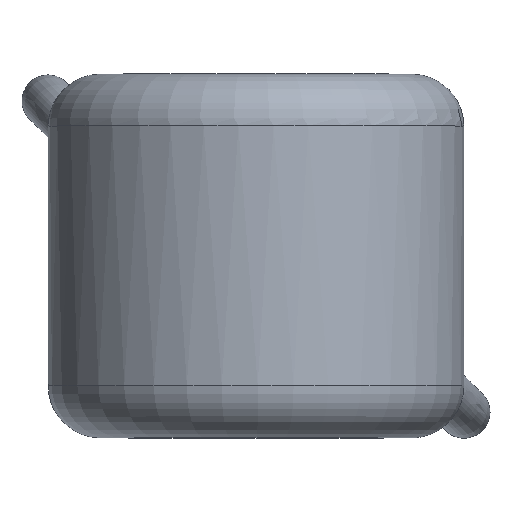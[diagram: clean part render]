
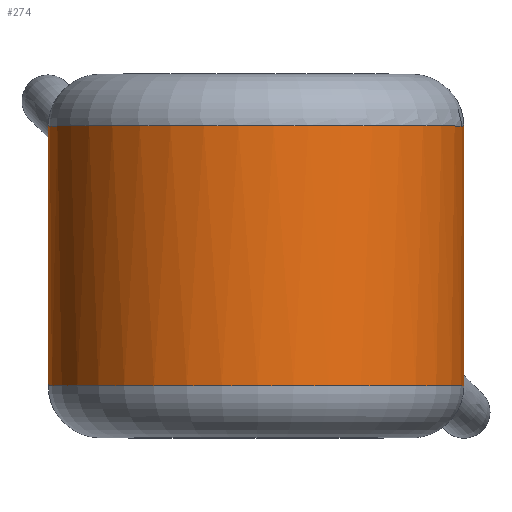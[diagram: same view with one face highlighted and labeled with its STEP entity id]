
A CAD part, top view. The second image highlights one B-rep face of the part: STEP entity #274.
In plain terms, the highlighted cylindrical face has radius 4 mm (diameter 8 mm), a full revolution.
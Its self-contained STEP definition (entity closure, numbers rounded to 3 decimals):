
#21=B_SPLINE_CURVE_WITH_KNOTS($,3,(#591,#592,#593,#594,#595,#596,#597,#598,
#599,#600,#601,#602),.UNSPECIFIED.,.F.,.F.,(4,1,1,1,1,1,1,1,1,4),(-5.066,
-4.342,-3.618,-2.895,-2.171,
-1.447,-1.085,-0.724,-0.362,
0.),.UNSPECIFIED.);
#25=B_SPLINE_CURVE_WITH_KNOTS($,3,(#768,#769,#770,#771,#772,#773,#774,#775,
#776,#777,#778,#779),.UNSPECIFIED.,.F.,.F.,(4,1,1,1,1,1,1,1,1,4),(-5.066,
-4.342,-3.618,-2.895,-2.171,
-1.447,-1.085,-0.724,-0.362,
0.),.UNSPECIFIED.);
#57=FACE_BOUND($,#109,.T.);
#76=FACE_OUTER_BOUND($,#108,.T.);
#108=EDGE_LOOP($,(#223,#224));
#109=EDGE_LOOP($,(#225,#226));
#133=CIRCLE($,#317,4.);
#134=CIRCLE($,#319,4.);
#153=VERTEX_POINT($,#588);
#154=VERTEX_POINT($,#590);
#157=VERTEX_POINT($,#766);
#158=VERTEX_POINT($,#767);
#175=EDGE_CURVE($,#153,#154,#21,.T.);
#181=EDGE_CURVE($,#154,#153,#133,.T.);
#182=EDGE_CURVE($,#157,#158,#25,.T.);
#183=EDGE_CURVE($,#158,#157,#134,.T.);
#223=ORIENTED_EDGE($,*,*,#182,.F.);
#224=ORIENTED_EDGE($,*,*,#183,.F.);
#225=ORIENTED_EDGE($,*,*,#175,.F.);
#226=ORIENTED_EDGE($,*,*,#181,.F.);
#256=CYLINDRICAL_SURFACE($,#318,4.);
#274=ADVANCED_FACE($,(#76,#57),#256,.T.);
#317=AXIS2_PLACEMENT_3D($,#764,#386,#387);
#318=AXIS2_PLACEMENT_3D($,#765,#388,#389);
#319=AXIS2_PLACEMENT_3D($,#780,#390,#391);
#386=DIRECTION('center_axis',(0.,1.,0.));
#387=DIRECTION('ref_axis',(-1.,0.,0.));
#388=DIRECTION('center_axis',(0.,-1.,0.));
#389=DIRECTION('ref_axis',(1.,0.,0.));
#390=DIRECTION('center_axis',(0.,-1.,0.));
#391=DIRECTION('ref_axis',(-1.,0.,0.));
#588=CARTESIAN_POINT('',(-1.907,2.5,3.484));
#590=CARTESIAN_POINT('',(-3.717,2.5,5.521));
#591=CARTESIAN_POINT('Ctrl Pts',(-1.907,2.5,3.484));
#592=CARTESIAN_POINT('Ctrl Pts',(-1.941,2.264,3.502));
#593=CARTESIAN_POINT('Ctrl Pts',(-2.087,1.816,3.582));
#594=CARTESIAN_POINT('Ctrl Pts',(-2.451,1.322,3.825));
#595=CARTESIAN_POINT('Ctrl Pts',(-2.862,1.051,4.186));
#596=CARTESIAN_POINT('Ctrl Pts',(-3.243,1.011,4.633));
#597=CARTESIAN_POINT('Ctrl Pts',(-3.491,1.19,5.035));
#598=CARTESIAN_POINT('Ctrl Pts',(-3.629,1.485,5.313));
#599=CARTESIAN_POINT('Ctrl Pts',(-3.696,1.784,5.469));
#600=CARTESIAN_POINT('Ctrl Pts',(-3.725,2.138,5.544));
#601=CARTESIAN_POINT('Ctrl Pts',(-3.723,2.381,5.536));
#602=CARTESIAN_POINT('Ctrl Pts',(-3.717,2.5,5.521));
#764=CARTESIAN_POINT('Origin',(0.,2.5,7.));
#765=CARTESIAN_POINT('Origin',(0.,0.,7.));
#766=CARTESIAN_POINT('',(1.907,-2.5,3.484));
#767=CARTESIAN_POINT('',(3.717,-2.5,5.521));
#768=CARTESIAN_POINT('Ctrl Pts',(1.907,-2.5,3.484));
#769=CARTESIAN_POINT('Ctrl Pts',(1.941,-2.264,3.502));
#770=CARTESIAN_POINT('Ctrl Pts',(2.087,-1.816,3.582));
#771=CARTESIAN_POINT('Ctrl Pts',(2.451,-1.322,3.825));
#772=CARTESIAN_POINT('Ctrl Pts',(2.862,-1.051,4.186));
#773=CARTESIAN_POINT('Ctrl Pts',(3.243,-1.012,4.633));
#774=CARTESIAN_POINT('Ctrl Pts',(3.491,-1.189,5.035));
#775=CARTESIAN_POINT('Ctrl Pts',(3.629,-1.485,5.313));
#776=CARTESIAN_POINT('Ctrl Pts',(3.696,-1.784,5.469));
#777=CARTESIAN_POINT('Ctrl Pts',(3.725,-2.138,5.544));
#778=CARTESIAN_POINT('Ctrl Pts',(3.723,-2.381,5.536));
#779=CARTESIAN_POINT('Ctrl Pts',(3.717,-2.5,5.521));
#780=CARTESIAN_POINT('Origin',(0.,-2.5,7.));
